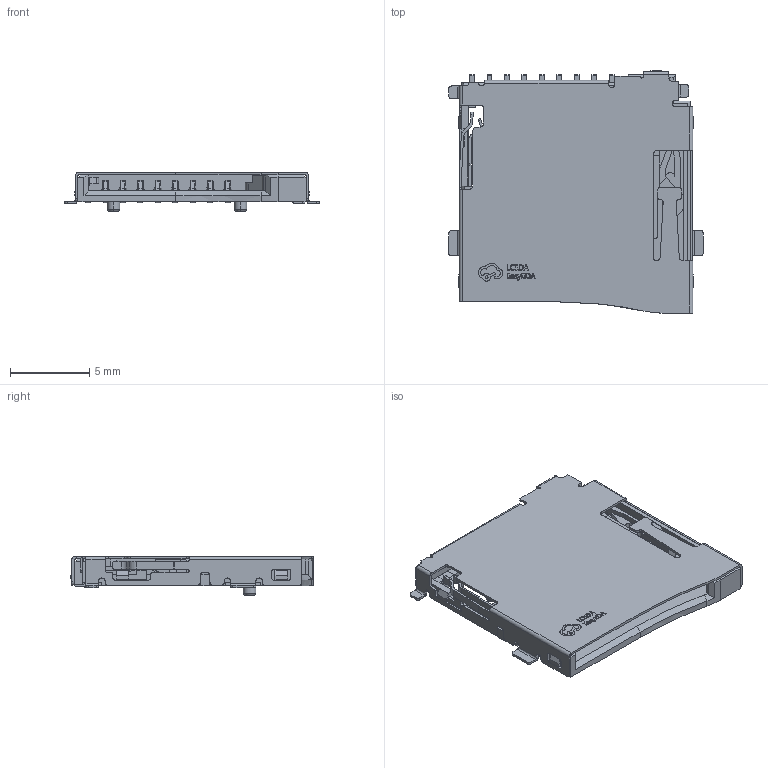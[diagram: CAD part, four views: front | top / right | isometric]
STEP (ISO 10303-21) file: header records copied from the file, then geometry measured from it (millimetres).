
FILE_DESCRIPTION(('FreeCAD Model'),'2;1');
FILE_NAME('Open CASCADE Shape Model','2024-03-22T17:14:29',(''),(''), 'Open CASCADE STEP processor 7.6','FreeCAD','Unknown');
FILE_SCHEMA(('AUTOMOTIVE_DESIGN { 1 0 10303 214 1 1 1 1 }'));
Length unit declared in the file: millimetre
Products named in the file (23): CARD1; TF-SMD_TF-01A; COMPOUND021; COMPOUND001; COMPOUND002; COMPOUND003; COMPOUND004; COMPOUND005; COMPOUND006; COMPOUND007; COMPOUND008; COMPOUND009; COMPOUND010; COMPOUND011; COMPOUND012; COMPOUND013; COMPOUND014; COMPOUND015; COMPOUND016; COMPOUND017; COMPOUND018; COMPOUND019; COMPOUND020
Assembly tree (22 placements, depth 4):
  CARD1
    TF-SMD_TF-01A
      COMPOUND021
        COMPOUND001
        COMPOUND002
        COMPOUND003
        COMPOUND004
        COMPOUND005
        COMPOUND006
        COMPOUND007
        COMPOUND008
        COMPOUND009
        COMPOUND010
        COMPOUND011
        COMPOUND012
        COMPOUND013
        COMPOUND014
        COMPOUND015
        COMPOUND016
        COMPOUND017
        COMPOUND018
        COMPOUND019
        COMPOUND020
Bounding box: 16 x 15.25 x 2.45 mm (x, y, z)
Volume: 188.6 mm3; surface area: 1019.7 mm2
Topology: 20 solids, 20 shells, 1251 faces, 3288 edges, 2092 vertices
Faces by surface type: plane 798, bspline 277, cylinder 140, torus 36
Entity records: 53402 total; most frequent: CARTESIAN_POINT 18995, ORIENTED_EDGE 6576, DIRECTION 5027, EDGE_CURVE 3288, LINE 2411, VECTOR 2411, VERTEX_POINT 2092, AXIS2_PLACEMENT_3D 1308
